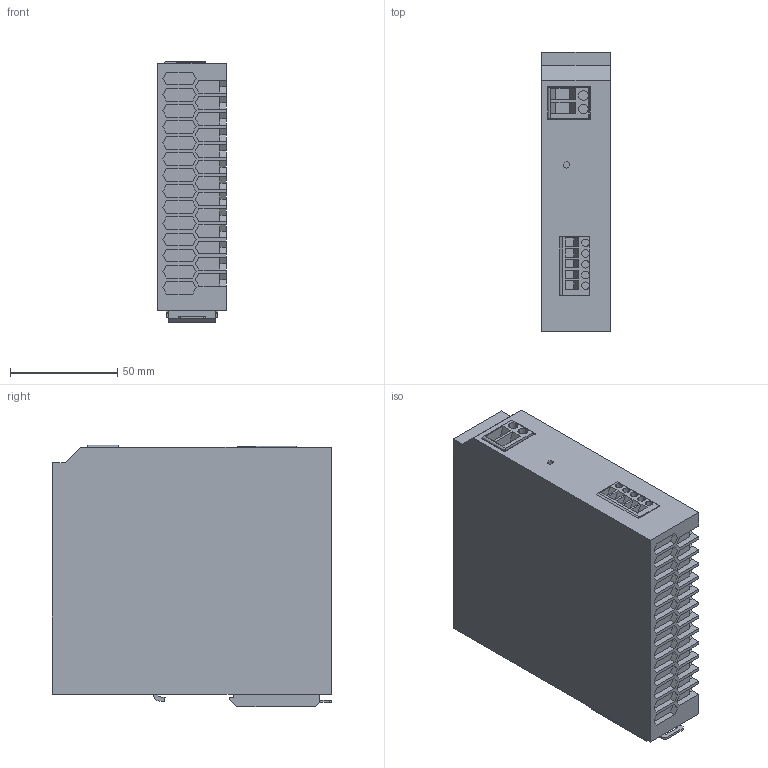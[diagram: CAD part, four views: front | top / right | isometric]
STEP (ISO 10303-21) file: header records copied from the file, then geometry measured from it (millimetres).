
FILE_DESCRIPTION(('Creo Elements/Direct Modeling STEP Export'),'2;1');
FILE_NAME('model.stp','2019-09-23T11:58:05',(''),(''),'Creo Elements/Direct Modeling STEP processor for AP214 (Solid Model)','Creo Elements/Direct Modeling 20.1A 29-Sep-2018 (C) Parametric Technology GmbH','');
FILE_SCHEMA(('AUTOMOTIVE_DESIGN { 1 0 10303 214 1 1 1 1 }'));
Length unit declared in the file: millimetre
Products named in the file (2): TRIO_DIODE_12_24DC_2x10_1x20-select
Assembly tree (1 placements, depth 2):
  TRIO_DIODE_12_24DC_2x10_1x20-select
    TRIO_DIODE_12_24DC_2x10_1x20-select
Bounding box: 32 x 130.1 x 121.77 mm (x, y, z)
Volume: 467061.4 mm3; surface area: 52936.1 mm2
Topology: 1 solids, 1 shells, 519 faces, 1416 edges, 946 vertices
Faces by surface type: plane 457, bspline 27, cylinder 26, extrusion 9
Entity records: 18455 total; most frequent: CARTESIAN_POINT 4647, ORIENTED_EDGE 2832, DIRECTION 2221, EDGE_CURVE 1416, VECTOR 1211, LINE 1202, VERTEX_POINT 946, EDGE_LOOP 568
